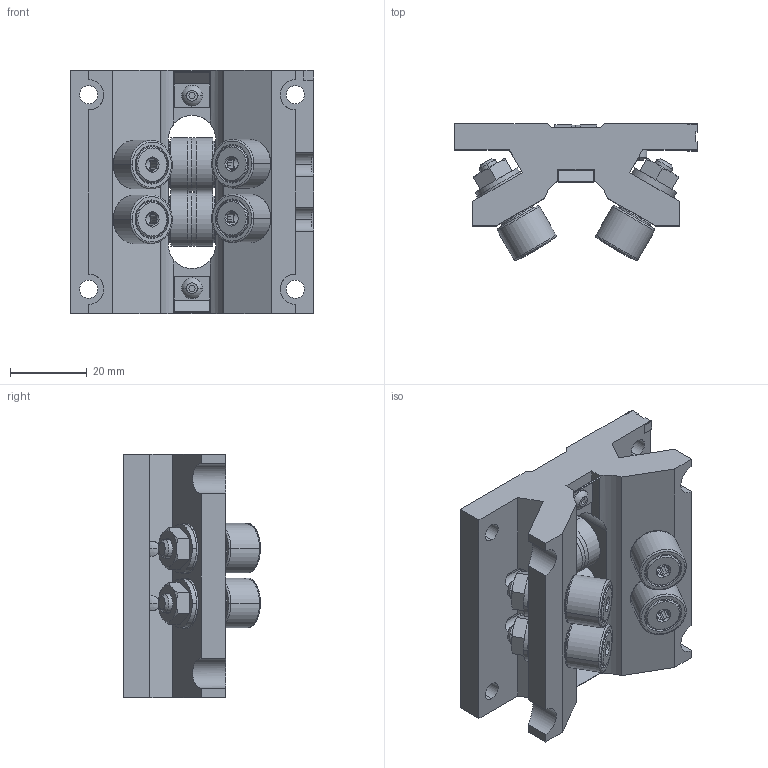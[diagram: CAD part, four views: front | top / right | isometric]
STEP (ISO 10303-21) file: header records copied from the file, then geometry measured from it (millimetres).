
FILE_DESCRIPTION (( 'STEP AP214' ), '1' );
FILE_NAME ('RollerBearing_92E8A7936E.step', '2023-02-10T22:39:33', ( '' ), ( '' ), 'SwSTEP 2.0', 'SolidWorks 2019', '' );
FILE_SCHEMA (( 'AUTOMOTIVE_DESIGN' ));
Length unit declared in the file: inch
Products named in the file (3): RollerBearing_92E8A7936E; 9iAmTc7ErG_CADModel_0
Assembly tree (1 placements, depth 2):
  RollerBearing_92E8A7936E
    9iAmTc7ErG_CADModel_0
  9iAmTc7ErG_CADModel_0
Bounding box: 63.5 x 35.69 x 63.5 mm (x, y, z)
Volume: 64706.4 mm3; surface area: 28831.2 mm2
Topology: 25 solids, 25 shells, 646 faces, 1545 edges, 972 vertices
Faces by surface type: plane 277, cylinder 197, cone 136, bspline 16, sphere 12, torus 8
Entity records: 28642 total; most frequent: CARTESIAN_POINT 4680, DIRECTION 3285, ORIENTED_EDGE 3058, EDGE_CURVE 1529, AXIS2_PLACEMENT_3D 1269, VERTEX_POINT 972, LINE 747, VECTOR 747
